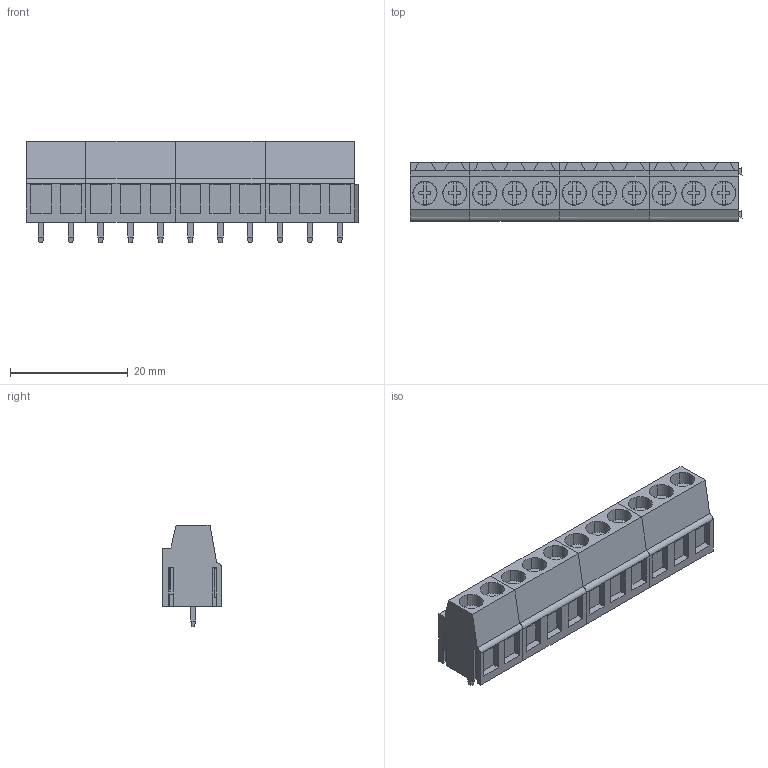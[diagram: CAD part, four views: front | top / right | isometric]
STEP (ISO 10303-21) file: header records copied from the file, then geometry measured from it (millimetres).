
FILE_DESCRIPTION(('CATIA V5 STEP Exchange','CAx-IF Rec.Pracs.--- Model Styling and Organization---1.2---2011-12-15'),'2;1');
FILE_NAME ('D1465131_0_9994200000_9994200000.stp','2018-03-30T16:10:58+00:00',('none'),('Weidmueller'),'CATIA Version 5-6 Release 2014','CATIA V5 STEP AP214','none');
FILE_SCHEMA(('AUTOMOTIVE_DESIGN { 1 0 10303 214 1 1 1 1 }'));
Length unit declared in the file: millimetre
Products named in the file (1): 9994200000
Bounding box: 56.43 x 10 x 17.3 mm (x, y, z)
Volume: 5390.6 mm3; surface area: 6509 mm2
Topology: 26 solids, 26 shells, 999 faces, 2665 edges, 1762 vertices
Faces by surface type: plane 841, cylinder 158
Entity records: 30741 total; most frequent: CARTESIAN_POINT 6180, ORIENTED_EDGE 5330, DIRECTION 4471, EDGE_CURVE 2665, VECTOR 2195, LINE 2195, VERTEX_POINT 1762, AXIS2_PLACEMENT_3D 1277
